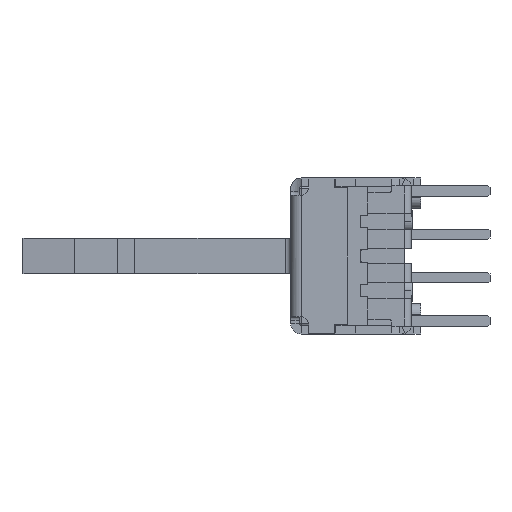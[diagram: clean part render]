
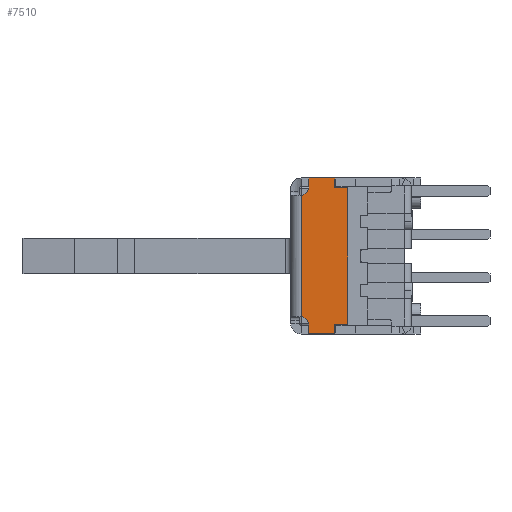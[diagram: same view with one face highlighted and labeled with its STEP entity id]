
A CAD part, left-side view. The second image highlights one B-rep face of the part: STEP entity #7510.
In plain terms, the highlighted planar face has unit normal (-1, 0, 0).
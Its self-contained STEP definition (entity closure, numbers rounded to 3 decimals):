
#121 = VERTEX_POINT ( 'NONE', #17085 ) ;
#222 = PLANE ( 'NONE',  #17168 ) ;
#541 = ORIENTED_EDGE ( 'NONE', *, *, #12263, .T. ) ;
#797 = DIRECTION ( 'NONE',  ( 0., 0., 1. ) ) ;
#1201 = ORIENTED_EDGE ( 'NONE', *, *, #22478, .T. ) ;
#1333 = CARTESIAN_POINT ( 'NONE',  ( -22.5, 6.45, -4. ) ) ;
#1369 = EDGE_CURVE ( 'NONE', #22376, #6093, #3757, .T. ) ;
#2002 = CARTESIAN_POINT ( 'NONE',  ( -22.5, 0., 0. ) ) ;
#2090 = DIRECTION ( 'NONE',  ( 0., 1., 0. ) ) ;
#2265 = VECTOR ( 'NONE', #6185, 1000. ) ;
#2287 = ORIENTED_EDGE ( 'NONE', *, *, #15512, .T. ) ;
#2528 = VECTOR ( 'NONE', #7611, 1000. ) ;
#2584 = CARTESIAN_POINT ( 'NONE',  ( -22.5, 4.95, -4.5 ) ) ;
#2683 = EDGE_CURVE ( 'NONE', #18336, #15529, #12302, .T. ) ;
#2687 = VERTEX_POINT ( 'NONE', #17928 ) ;
#2788 = CARTESIAN_POINT ( 'NONE',  ( -22.5, 6.45, -4.5 ) ) ;
#2859 = ORIENTED_EDGE ( 'NONE', *, *, #1369, .T. ) ;
#3179 = CARTESIAN_POINT ( 'NONE',  ( -22.5, 6.95, -4. ) ) ;
#3310 = ORIENTED_EDGE ( 'NONE', *, *, #10945, .T. ) ;
#3484 = DIRECTION ( 'NONE',  ( 0., 1., 0. ) ) ;
#3580 = EDGE_LOOP ( 'NONE', ( #9090, #2859, #19841, #3310, #19565, #2287, #12829, #22935, #8266, #1201, #9388, #541 ) ) ;
#3681 = VERTEX_POINT ( 'NONE', #19791 ) ;
#3757 = CIRCLE ( 'NONE', #10911, 0.5 ) ;
#4106 = VECTOR ( 'NONE', #11451, 1000. ) ;
#4148 = EDGE_CURVE ( 'NONE', #6093, #8568, #20286, .T. ) ;
#4357 = DIRECTION ( 'NONE',  ( 0., 0., 1. ) ) ;
#4492 = CARTESIAN_POINT ( 'NONE',  ( -22.5, 6.45, 4.5 ) ) ;
#4655 = CARTESIAN_POINT ( 'NONE',  ( -22.5, 6.45, -3.5 ) ) ;
#4738 = CARTESIAN_POINT ( 'NONE',  ( -22.5, 6.45, -4.5 ) ) ;
#4790 = CARTESIAN_POINT ( 'NONE',  ( -22.5, 4.2, 3.95 ) ) ;
#4941 = DIRECTION ( 'NONE',  ( 0., 0., -1. ) ) ;
#5463 = FACE_OUTER_BOUND ( 'NONE', #3580, .T. ) ;
#5622 = CARTESIAN_POINT ( 'NONE',  ( -22.5, 6.45, 4.5 ) ) ;
#5781 = CARTESIAN_POINT ( 'NONE',  ( -22.5, 4.95, 4.5 ) ) ;
#5791 = VERTEX_POINT ( 'NONE', #20078 ) ;
#6093 = VERTEX_POINT ( 'NONE', #1333 ) ;
#6185 = DIRECTION ( 'NONE',  ( 0., -1., 0. ) ) ;
#6186 = DIRECTION ( 'NONE',  ( 0., -1., 0. ) ) ;
#6337 = CARTESIAN_POINT ( 'NONE',  ( -22.5, 4.95, 3.95 ) ) ;
#6343 = VECTOR ( 'NONE', #6186, 1000. ) ;
#6422 = AXIS2_PLACEMENT_3D ( 'NONE', #17642, #7127, #3484 ) ;
#6677 = VERTEX_POINT ( 'NONE', #11383 ) ;
#6688 = EDGE_CURVE ( 'NONE', #22235, #5791, #11588, .T. ) ;
#6986 = VECTOR ( 'NONE', #4941, 1000. ) ;
#7127 = DIRECTION ( 'NONE',  ( 1., 0., 0. ) ) ;
#7265 = EDGE_CURVE ( 'NONE', #5791, #121, #20431, .T. ) ;
#7510 = ADVANCED_FACE ( 'NONE', ( #5463 ), #222, .F. ) ;
#7611 = DIRECTION ( 'NONE',  ( 0., 0., -1. ) ) ;
#7628 = CIRCLE ( 'NONE', #6422, 0.5 ) ;
#8266 = ORIENTED_EDGE ( 'NONE', *, *, #7265, .T. ) ;
#8568 = VERTEX_POINT ( 'NONE', #4738 ) ;
#8657 = VERTEX_POINT ( 'NONE', #13451 ) ;
#9053 = DIRECTION ( 'NONE',  ( 0., 0., -1. ) ) ;
#9090 = ORIENTED_EDGE ( 'NONE', *, *, #9729, .F. ) ;
#9388 = ORIENTED_EDGE ( 'NONE', *, *, #2683, .T. ) ;
#9729 = EDGE_CURVE ( 'NONE', #22376, #2687, #11732, .T. ) ;
#10060 = VECTOR ( 'NONE', #9053, 1000. ) ;
#10726 = LINE ( 'NONE', #5781, #12390 ) ;
#10911 = AXIS2_PLACEMENT_3D ( 'NONE', #3179, #15546, #19101 ) ;
#10945 = EDGE_CURVE ( 'NONE', #8568, #8657, #11657, .T. ) ;
#11121 = DIRECTION ( 'NONE',  ( 0., 1., 0. ) ) ;
#11383 = CARTESIAN_POINT ( 'NONE',  ( -22.5, 4.95, -3.95 ) ) ;
#11451 = DIRECTION ( 'NONE',  ( 0., 0., 1. ) ) ;
#11512 = CARTESIAN_POINT ( 'NONE',  ( -22.5, 6.45, 4. ) ) ;
#11588 = LINE ( 'NONE', #4790, #17970 ) ;
#11652 = LINE ( 'NONE', #16505, #2528 ) ;
#11657 = LINE ( 'NONE', #2788, #2265 ) ;
#11732 = LINE ( 'NONE', #14778, #14818 ) ;
#11744 = CARTESIAN_POINT ( 'NONE',  ( -22.5, 4.95, -3.95 ) ) ;
#11780 = EDGE_CURVE ( 'NONE', #8657, #6677, #21186, .T. ) ;
#11990 = DIRECTION ( 'NONE',  ( 0., 1., 0. ) ) ;
#12263 = EDGE_CURVE ( 'NONE', #15529, #2687, #7628, .T. ) ;
#12302 = LINE ( 'NONE', #5622, #10060 ) ;
#12331 = CARTESIAN_POINT ( 'NONE',  ( -22.5, 4.2, 3.95 ) ) ;
#12390 = VECTOR ( 'NONE', #2090, 1000. ) ;
#12829 = ORIENTED_EDGE ( 'NONE', *, *, #20296, .F. ) ;
#13451 = CARTESIAN_POINT ( 'NONE',  ( -22.5, 4.95, -4.5 ) ) ;
#14397 = DIRECTION ( 'NONE',  ( 1., 0., 0. ) ) ;
#14778 = CARTESIAN_POINT ( 'NONE',  ( -22.5, 6.9, 3.5 ) ) ;
#14818 = VECTOR ( 'NONE', #4357, 1000. ) ;
#15512 = EDGE_CURVE ( 'NONE', #6677, #3681, #16337, .T. ) ;
#15529 = VERTEX_POINT ( 'NONE', #11512 ) ;
#15546 = DIRECTION ( 'NONE',  ( 1., 0., 0. ) ) ;
#16337 = LINE ( 'NONE', #11744, #6343 ) ;
#16505 = CARTESIAN_POINT ( 'NONE',  ( -22.5, 4.2, 3.5 ) ) ;
#16512 = VECTOR ( 'NONE', #797, 1000. ) ;
#17085 = CARTESIAN_POINT ( 'NONE',  ( -22.5, 4.95, 4.5 ) ) ;
#17168 = AXIS2_PLACEMENT_3D ( 'NONE', #2002, #14397, #11121 ) ;
#17642 = CARTESIAN_POINT ( 'NONE',  ( -22.5, 6.95, 4. ) ) ;
#17928 = CARTESIAN_POINT ( 'NONE',  ( -22.5, 6.9, 3.503 ) ) ;
#17970 = VECTOR ( 'NONE', #11990, 1000. ) ;
#18336 = VERTEX_POINT ( 'NONE', #4492 ) ;
#19101 = DIRECTION ( 'NONE',  ( 0., 1., 0. ) ) ;
#19565 = ORIENTED_EDGE ( 'NONE', *, *, #11780, .T. ) ;
#19670 = CARTESIAN_POINT ( 'NONE',  ( -22.5, 6.9, -3.503 ) ) ;
#19791 = CARTESIAN_POINT ( 'NONE',  ( -22.5, 4.2, -3.95 ) ) ;
#19841 = ORIENTED_EDGE ( 'NONE', *, *, #4148, .T. ) ;
#20078 = CARTESIAN_POINT ( 'NONE',  ( -22.5, 4.95, 3.95 ) ) ;
#20286 = LINE ( 'NONE', #4655, #6986 ) ;
#20296 = EDGE_CURVE ( 'NONE', #22235, #3681, #11652, .T. ) ;
#20431 = LINE ( 'NONE', #6337, #4106 ) ;
#21186 = LINE ( 'NONE', #2584, #16512 ) ;
#22235 = VERTEX_POINT ( 'NONE', #12331 ) ;
#22376 = VERTEX_POINT ( 'NONE', #19670 ) ;
#22478 = EDGE_CURVE ( 'NONE', #121, #18336, #10726, .T. ) ;
#22935 = ORIENTED_EDGE ( 'NONE', *, *, #6688, .T. ) ;
